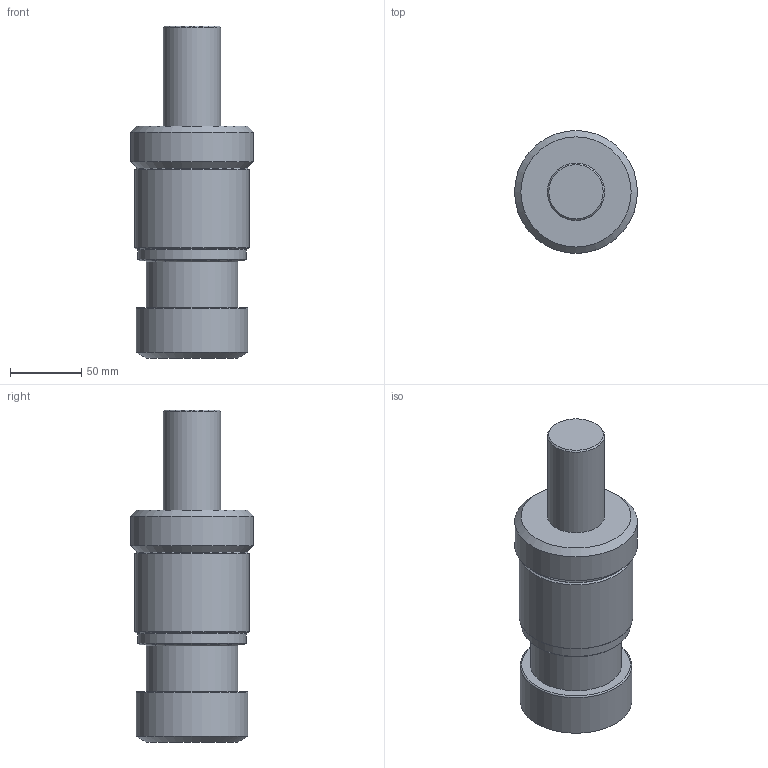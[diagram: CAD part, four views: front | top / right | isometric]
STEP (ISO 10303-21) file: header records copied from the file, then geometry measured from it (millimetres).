
FILE_DESCRIPTION(/* description */ (''),/* implementation_level */ '2;1');
FILE_NAME(/* name */ '1576154011455.stp',/* time_stamp */ '2019-12-12T13:33:37+01:00',/* author */ (''),/* organization */ ('SMS'),/* preprocessor_version */ 'ST-DEVELOPER v16.7',/* originating_system */ 'SIEMENS PLM Software NX 12.0',/* authorisation */ '');
FILE_SCHEMA (('AUTOMOTIVE_DESIGN { 1 0 10303 214 3 1 1 1 }'));
Length unit declared in the file: millimetre
Products named in the file (1): 112029290mod000_01
Bounding box: 86 x 86 x 232.3 mm (x, y, z)
Volume: 845089.6 mm3; surface area: 61122.1 mm2
Topology: 1 solids, 1 shells, 23 faces, 38 edges, 25 vertices
Faces by surface type: cone 9, plane 7, cylinder 6, torus 1
Full cylindrical faces by diameter (mm): 40 x1, 63.819 x1, 75.915 x1, 78 x1, 79.995 x1, 85.997 x1
Entity records: 523 total; most frequent: DIRECTION 98, CARTESIAN_POINT 74, AXIS2_PLACEMENT_3D 49, EDGE_LOOP 44, ORIENTED_EDGE 44, FACE_BOUND 42, ADVANCED_FACE 23, VERTEX_POINT 22
